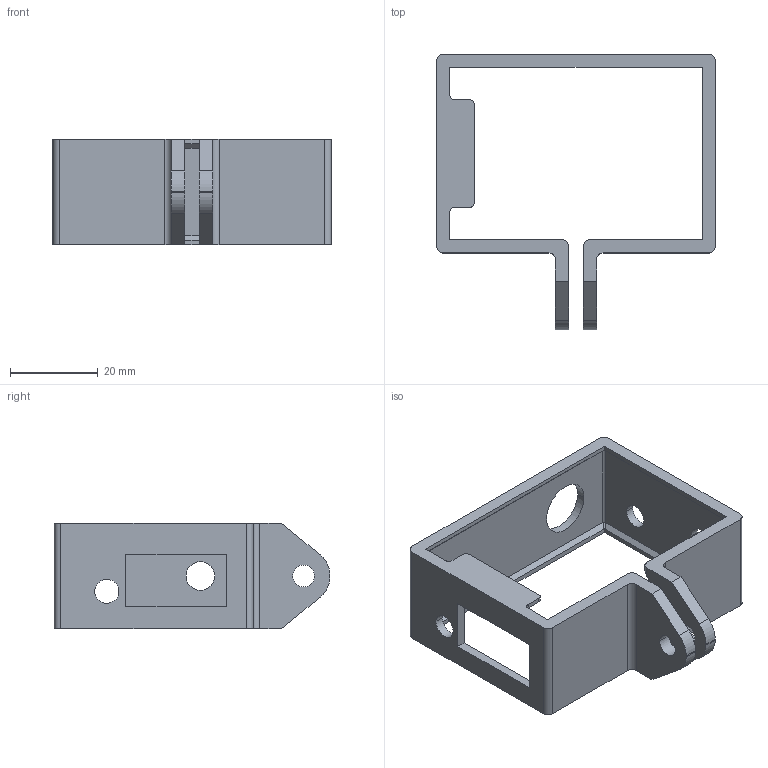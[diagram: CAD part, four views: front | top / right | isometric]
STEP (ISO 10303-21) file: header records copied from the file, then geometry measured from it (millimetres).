
FILE_DESCRIPTION(('STEP AP214'),'1');
FILE_NAME('GoPro Hero 3 Frame.A.7.stp','2013-07-06T12:45:27',(' '),(' '),'Spatial InterOp 3D',' ',' ');
FILE_SCHEMA(('automotive_design'));
Length unit declared in the file: millimetre
Products named in the file (1): GoPro Hero 3 Frame
Bounding box: 63.4 x 62.8 x 24 mm (x, y, z)
Volume: 11423.7 mm3; surface area: 12289.7 mm2
Topology: 1 solids, 1 shells, 95 faces, 277 edges, 184 vertices
Faces by surface type: plane 51, cylinder 44
Entity records: 3983 total; most frequent: DIRECTION 573, CARTESIAN_POINT 557, ORIENTED_EDGE 554, EDGE_CURVE 277, AXIS2_PLACEMENT_3D 200, VERTEX_POINT 184, LINE 173, VECTOR 173
